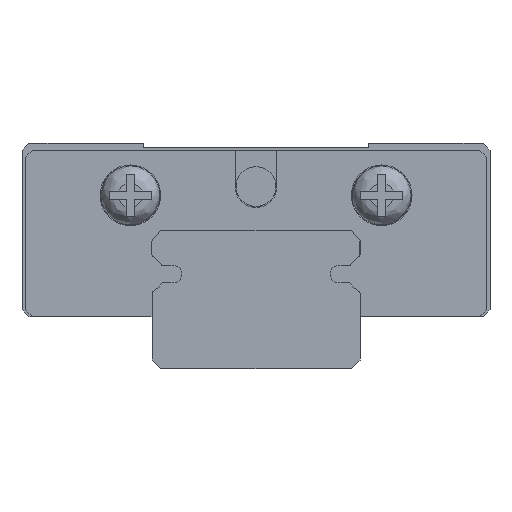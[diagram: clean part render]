
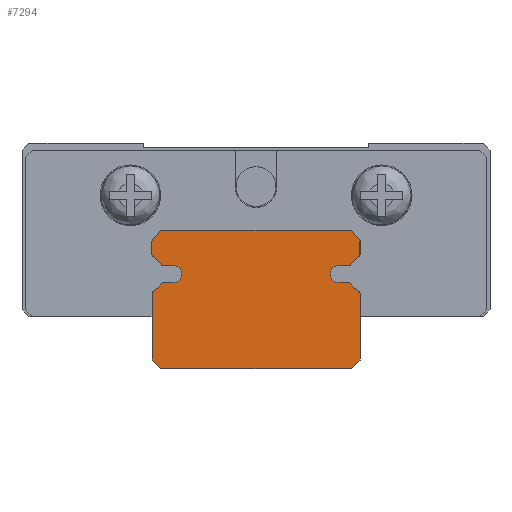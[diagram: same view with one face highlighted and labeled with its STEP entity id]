
A CAD part, front view. The second image highlights one B-rep face of the part: STEP entity #7294.
In plain terms, the highlighted planar face has unit normal (0, -1, 0).
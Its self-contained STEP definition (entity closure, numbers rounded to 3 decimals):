
#444=PLANE('',#7996);
#951=FACE_OUTER_BOUND('',#1392,.T.);
#1392=EDGE_LOOP('',(#6725,#6726,#6727,#6728,#6729,#6730,#6731,#6732,#6733,
#6734,#6735,#6736,#6737,#6738,#6739,#6740,#6741,#6742,#6743,#6744,#6745,
#6746,#6747,#6748,#6749,#6750,#6751,#6752));
#1995=LINE('',#12133,#2656);
#2048=LINE('',#12467,#2709);
#2049=LINE('',#12469,#2710);
#2050=LINE('',#12471,#2711);
#2051=LINE('',#12479,#2712);
#2052=LINE('',#12483,#2713);
#2053=LINE('',#12491,#2714);
#2054=LINE('',#12492,#2715);
#2055=LINE('',#12494,#2716);
#2056=LINE('',#12496,#2717);
#2057=LINE('',#12504,#2718);
#2058=LINE('',#12508,#2719);
#2059=LINE('',#12516,#2720);
#2060=LINE('',#12517,#2721);
#2656=VECTOR('',#9572,10.);
#2709=VECTOR('',#9975,10.);
#2710=VECTOR('',#9976,10.);
#2711=VECTOR('',#9977,10.);
#2712=VECTOR('',#9984,10.);
#2713=VECTOR('',#9987,10.);
#2714=VECTOR('',#9994,10.);
#2715=VECTOR('',#9995,10.);
#2716=VECTOR('',#9996,10.);
#2717=VECTOR('',#9997,10.);
#2718=VECTOR('',#10004,10.);
#2719=VECTOR('',#10007,10.);
#2720=VECTOR('',#10014,10.);
#2721=VECTOR('',#10015,10.);
#3058=CIRCLE('',#7997,0.16);
#3059=CIRCLE('',#7998,1.14);
#3060=CIRCLE('',#7999,0.16);
#3061=CIRCLE('',#8000,0.5);
#3062=CIRCLE('',#8001,0.16);
#3063=CIRCLE('',#8002,1.14);
#3064=CIRCLE('',#8003,0.16);
#3065=CIRCLE('',#8004,0.16);
#3066=CIRCLE('',#8005,1.14);
#3067=CIRCLE('',#8006,0.16);
#3068=CIRCLE('',#8007,0.5);
#3069=CIRCLE('',#8008,0.16);
#3070=CIRCLE('',#8009,1.14);
#3071=CIRCLE('',#8010,0.16);
#3621=VERTEX_POINT('',#12126);
#3624=VERTEX_POINT('',#12131);
#3729=VERTEX_POINT('',#12465);
#3730=VERTEX_POINT('',#12466);
#3731=VERTEX_POINT('',#12468);
#3732=VERTEX_POINT('',#12470);
#3733=VERTEX_POINT('',#12472);
#3734=VERTEX_POINT('',#12474);
#3735=VERTEX_POINT('',#12476);
#3736=VERTEX_POINT('',#12478);
#3737=VERTEX_POINT('',#12480);
#3738=VERTEX_POINT('',#12482);
#3739=VERTEX_POINT('',#12484);
#3740=VERTEX_POINT('',#12486);
#3741=VERTEX_POINT('',#12488);
#3742=VERTEX_POINT('',#12490);
#3743=VERTEX_POINT('',#12493);
#3744=VERTEX_POINT('',#12495);
#3745=VERTEX_POINT('',#12497);
#3746=VERTEX_POINT('',#12499);
#3747=VERTEX_POINT('',#12501);
#3748=VERTEX_POINT('',#12503);
#3749=VERTEX_POINT('',#12505);
#3750=VERTEX_POINT('',#12507);
#3751=VERTEX_POINT('',#12509);
#3752=VERTEX_POINT('',#12511);
#3753=VERTEX_POINT('',#12513);
#3754=VERTEX_POINT('',#12515);
#4586=EDGE_CURVE('',#3621,#3624,#1995,.T.);
#4743=EDGE_CURVE('',#3729,#3730,#2048,.T.);
#4744=EDGE_CURVE('',#3730,#3731,#2049,.T.);
#4745=EDGE_CURVE('',#3731,#3732,#2050,.T.);
#4746=EDGE_CURVE('',#3732,#3733,#3058,.T.);
#4747=EDGE_CURVE('',#3733,#3734,#3059,.T.);
#4748=EDGE_CURVE('',#3734,#3735,#3060,.T.);
#4749=EDGE_CURVE('',#3735,#3736,#2051,.T.);
#4750=EDGE_CURVE('',#3736,#3737,#3061,.T.);
#4751=EDGE_CURVE('',#3737,#3738,#2052,.T.);
#4752=EDGE_CURVE('',#3738,#3739,#3062,.T.);
#4753=EDGE_CURVE('',#3739,#3740,#3063,.T.);
#4754=EDGE_CURVE('',#3740,#3741,#3064,.T.);
#4755=EDGE_CURVE('',#3741,#3742,#2053,.T.);
#4756=EDGE_CURVE('',#3742,#3621,#2054,.T.);
#4757=EDGE_CURVE('',#3624,#3743,#2055,.T.);
#4758=EDGE_CURVE('',#3743,#3744,#2056,.T.);
#4759=EDGE_CURVE('',#3744,#3745,#3065,.T.);
#4760=EDGE_CURVE('',#3745,#3746,#3066,.T.);
#4761=EDGE_CURVE('',#3746,#3747,#3067,.T.);
#4762=EDGE_CURVE('',#3747,#3748,#2057,.T.);
#4763=EDGE_CURVE('',#3748,#3749,#3068,.T.);
#4764=EDGE_CURVE('',#3749,#3750,#2058,.T.);
#4765=EDGE_CURVE('',#3750,#3751,#3069,.T.);
#4766=EDGE_CURVE('',#3751,#3752,#3070,.T.);
#4767=EDGE_CURVE('',#3752,#3753,#3071,.T.);
#4768=EDGE_CURVE('',#3753,#3754,#2059,.T.);
#4769=EDGE_CURVE('',#3754,#3729,#2060,.T.);
#6725=ORIENTED_EDGE('',*,*,#4743,.T.);
#6726=ORIENTED_EDGE('',*,*,#4744,.T.);
#6727=ORIENTED_EDGE('',*,*,#4745,.T.);
#6728=ORIENTED_EDGE('',*,*,#4746,.T.);
#6729=ORIENTED_EDGE('',*,*,#4747,.T.);
#6730=ORIENTED_EDGE('',*,*,#4748,.T.);
#6731=ORIENTED_EDGE('',*,*,#4749,.T.);
#6732=ORIENTED_EDGE('',*,*,#4750,.T.);
#6733=ORIENTED_EDGE('',*,*,#4751,.T.);
#6734=ORIENTED_EDGE('',*,*,#4752,.T.);
#6735=ORIENTED_EDGE('',*,*,#4753,.T.);
#6736=ORIENTED_EDGE('',*,*,#4754,.T.);
#6737=ORIENTED_EDGE('',*,*,#4755,.T.);
#6738=ORIENTED_EDGE('',*,*,#4756,.T.);
#6739=ORIENTED_EDGE('',*,*,#4586,.T.);
#6740=ORIENTED_EDGE('',*,*,#4757,.T.);
#6741=ORIENTED_EDGE('',*,*,#4758,.T.);
#6742=ORIENTED_EDGE('',*,*,#4759,.T.);
#6743=ORIENTED_EDGE('',*,*,#4760,.T.);
#6744=ORIENTED_EDGE('',*,*,#4761,.T.);
#6745=ORIENTED_EDGE('',*,*,#4762,.T.);
#6746=ORIENTED_EDGE('',*,*,#4763,.T.);
#6747=ORIENTED_EDGE('',*,*,#4764,.T.);
#6748=ORIENTED_EDGE('',*,*,#4765,.T.);
#6749=ORIENTED_EDGE('',*,*,#4766,.T.);
#6750=ORIENTED_EDGE('',*,*,#4767,.T.);
#6751=ORIENTED_EDGE('',*,*,#4768,.T.);
#6752=ORIENTED_EDGE('',*,*,#4769,.T.);
#7294=ADVANCED_FACE('',(#951),#444,.F.);
#7996=AXIS2_PLACEMENT_3D('',#12464,#9973,#9974);
#7997=AXIS2_PLACEMENT_3D('',#12473,#9978,#9979);
#7998=AXIS2_PLACEMENT_3D('',#12475,#9980,#9981);
#7999=AXIS2_PLACEMENT_3D('',#12477,#9982,#9983);
#8000=AXIS2_PLACEMENT_3D('',#12481,#9985,#9986);
#8001=AXIS2_PLACEMENT_3D('',#12485,#9988,#9989);
#8002=AXIS2_PLACEMENT_3D('',#12487,#9990,#9991);
#8003=AXIS2_PLACEMENT_3D('',#12489,#9992,#9993);
#8004=AXIS2_PLACEMENT_3D('',#12498,#9998,#9999);
#8005=AXIS2_PLACEMENT_3D('',#12500,#10000,#10001);
#8006=AXIS2_PLACEMENT_3D('',#12502,#10002,#10003);
#8007=AXIS2_PLACEMENT_3D('',#12506,#10005,#10006);
#8008=AXIS2_PLACEMENT_3D('',#12510,#10008,#10009);
#8009=AXIS2_PLACEMENT_3D('',#12512,#10010,#10011);
#8010=AXIS2_PLACEMENT_3D('',#12514,#10012,#10013);
#9572=DIRECTION('',(-1.,0.,0.));
#9973=DIRECTION('center_axis',(0.,1.,0.));
#9974=DIRECTION('ref_axis',(1.,0.,0.));
#9975=DIRECTION('',(1.,0.,0.));
#9976=DIRECTION('',(0.707,0.,0.707));
#9977=DIRECTION('',(0.,0.,1.));
#9978=DIRECTION('center_axis',(0.,-1.,0.));
#9979=DIRECTION('ref_axis',(0.489,0.,0.872));
#9980=DIRECTION('center_axis',(0.,1.,0.));
#9981=DIRECTION('ref_axis',(-0.489,0.,-0.872));
#9982=DIRECTION('center_axis',(0.,-1.,0.));
#9983=DIRECTION('ref_axis',(0.,0.,1.));
#9984=DIRECTION('',(-1.,0.,0.));
#9985=DIRECTION('center_axis',(0.,1.,0.));
#9986=DIRECTION('ref_axis',(0.31,0.,-0.951));
#9987=DIRECTION('',(1.,0.,0.));
#9988=DIRECTION('center_axis',(0.,-1.,0.));
#9989=DIRECTION('ref_axis',(0.872,0.,-0.489));
#9990=DIRECTION('center_axis',(0.,1.,0.));
#9991=DIRECTION('ref_axis',(-0.872,0.,0.489));
#9992=DIRECTION('center_axis',(0.,-1.,0.));
#9993=DIRECTION('ref_axis',(1.,0.,0.));
#9994=DIRECTION('',(0.,0.,1.));
#9995=DIRECTION('',(-0.648,0.,0.762));
#9996=DIRECTION('',(-0.648,0.,-0.762));
#9997=DIRECTION('',(0.,0.,-1.));
#9998=DIRECTION('center_axis',(0.,-1.,0.));
#9999=DIRECTION('ref_axis',(-0.489,0.,-0.872));
#10000=DIRECTION('center_axis',(0.,1.,0.));
#10001=DIRECTION('ref_axis',(0.489,0.,0.872));
#10002=DIRECTION('center_axis',(0.,-1.,0.));
#10003=DIRECTION('ref_axis',(0.,0.,-1.));
#10004=DIRECTION('',(1.,0.,0.));
#10005=DIRECTION('center_axis',(0.,1.,0.));
#10006=DIRECTION('ref_axis',(-0.31,0.,0.951));
#10007=DIRECTION('',(-1.,0.,0.));
#10008=DIRECTION('center_axis',(0.,-1.,0.));
#10009=DIRECTION('ref_axis',(-0.872,0.,0.489));
#10010=DIRECTION('center_axis',(0.,1.,0.));
#10011=DIRECTION('ref_axis',(0.872,0.,-0.489));
#10012=DIRECTION('center_axis',(0.,-1.,0.));
#10013=DIRECTION('ref_axis',(-1.,0.,0.));
#10014=DIRECTION('',(0.,0.,-1.));
#10015=DIRECTION('',(0.707,0.,-0.707));
#12126=CARTESIAN_POINT('',(5.5,-225.,8.));
#12131=CARTESIAN_POINT('',(-5.5,-225.,8.));
#12133=CARTESIAN_POINT('',(5.5,-225.,8.));
#12464=CARTESIAN_POINT('Origin',(0.,-225.,4.));
#12465=CARTESIAN_POINT('',(-5.5,-225.,0.));
#12466=CARTESIAN_POINT('',(5.5,-225.,0.));
#12467=CARTESIAN_POINT('',(5.5,-225.,0.));
#12468=CARTESIAN_POINT('',(6.,-225.,0.5));
#12469=CARTESIAN_POINT('',(5.5,-225.,0.));
#12470=CARTESIAN_POINT('',(6.,-225.,4.322));
#12471=CARTESIAN_POINT('',(6.,-225.,0.5));
#12472=CARTESIAN_POINT('',(5.918,-225.,4.461));
#12473=CARTESIAN_POINT('Origin',(5.84,-225.,4.322));
#12474=CARTESIAN_POINT('',(5.481,-225.,4.899));
#12475=CARTESIAN_POINT('Origin',(6.475,-225.,5.456));
#12476=CARTESIAN_POINT('',(5.341,-225.,4.981));
#12477=CARTESIAN_POINT('Origin',(5.341,-225.,4.821));
#12478=CARTESIAN_POINT('',(4.919,-225.,4.981));
#12479=CARTESIAN_POINT('',(5.341,-225.,4.981));
#12480=CARTESIAN_POINT('',(4.919,-225.,5.931));
#12481=CARTESIAN_POINT('Origin',(4.764,-225.,5.456));
#12482=CARTESIAN_POINT('',(5.341,-225.,5.931));
#12483=CARTESIAN_POINT('',(5.341,-225.,5.931));
#12484=CARTESIAN_POINT('',(5.481,-225.,6.013));
#12485=CARTESIAN_POINT('Origin',(5.341,-225.,6.091));
#12486=CARTESIAN_POINT('',(5.918,-225.,6.451));
#12487=CARTESIAN_POINT('Origin',(6.475,-225.,5.456));
#12488=CARTESIAN_POINT('',(6.,-225.,6.59));
#12489=CARTESIAN_POINT('Origin',(5.84,-225.,6.59));
#12490=CARTESIAN_POINT('',(6.,-225.,7.412));
#12491=CARTESIAN_POINT('',(6.,-225.,6.59));
#12492=CARTESIAN_POINT('',(6.,-225.,7.412));
#12493=CARTESIAN_POINT('',(-6.,-225.,7.412));
#12494=CARTESIAN_POINT('',(-6.,-225.,7.412));
#12495=CARTESIAN_POINT('',(-6.,-225.,6.59));
#12496=CARTESIAN_POINT('',(-6.,-225.,6.59));
#12497=CARTESIAN_POINT('',(-5.918,-225.,6.451));
#12498=CARTESIAN_POINT('Origin',(-5.84,-225.,6.59));
#12499=CARTESIAN_POINT('',(-5.481,-225.,6.013));
#12500=CARTESIAN_POINT('Origin',(-6.475,-225.,5.456));
#12501=CARTESIAN_POINT('',(-5.341,-225.,5.931));
#12502=CARTESIAN_POINT('Origin',(-5.341,-225.,6.091));
#12503=CARTESIAN_POINT('',(-4.919,-225.,5.931));
#12504=CARTESIAN_POINT('',(-4.919,-225.,5.931));
#12505=CARTESIAN_POINT('',(-4.919,-225.,4.981));
#12506=CARTESIAN_POINT('Origin',(-4.764,-225.,5.456));
#12507=CARTESIAN_POINT('',(-5.341,-225.,4.981));
#12508=CARTESIAN_POINT('',(-4.919,-225.,4.981));
#12509=CARTESIAN_POINT('',(-5.481,-225.,4.899));
#12510=CARTESIAN_POINT('Origin',(-5.341,-225.,4.821));
#12511=CARTESIAN_POINT('',(-5.918,-225.,4.461));
#12512=CARTESIAN_POINT('Origin',(-6.475,-225.,5.456));
#12513=CARTESIAN_POINT('',(-6.,-225.,4.322));
#12514=CARTESIAN_POINT('Origin',(-5.84,-225.,4.322));
#12515=CARTESIAN_POINT('',(-6.,-225.,0.5));
#12516=CARTESIAN_POINT('',(-6.,-225.,0.5));
#12517=CARTESIAN_POINT('',(-5.5,-225.,0.));
